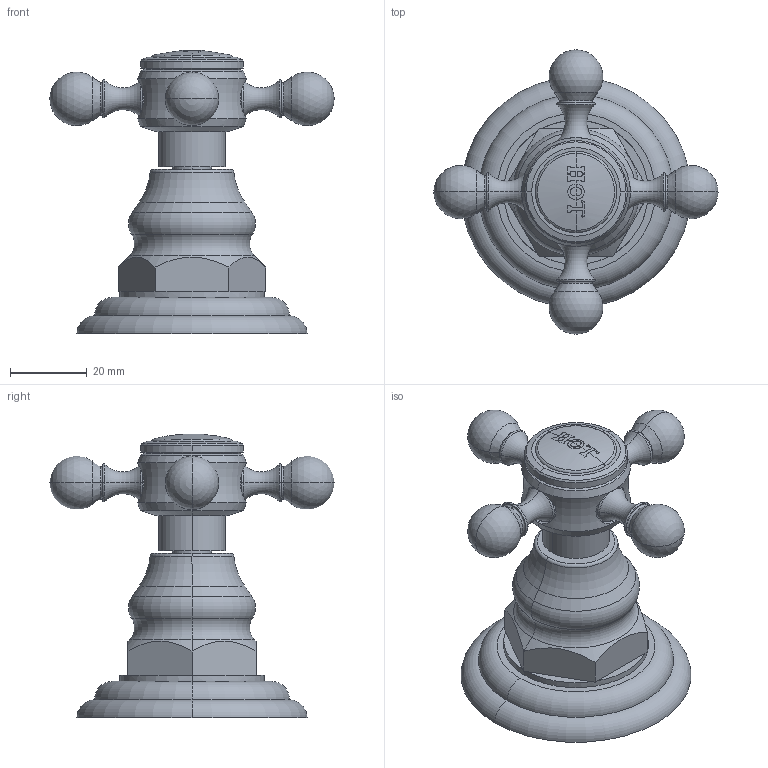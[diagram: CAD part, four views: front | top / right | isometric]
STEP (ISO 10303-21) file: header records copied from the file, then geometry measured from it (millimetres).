
FILE_DESCRIPTION((''),'2;1');
FILE_NAME('3-163H','2020-12-30T14:09:35',('jinson.thomas'),(''),'CREO PARAMETRIC BY PTC INC, 2018400','CREO PARAMETRIC BY PTC INC, 2018400','');
FILE_SCHEMA(('CONFIG_CONTROL_DESIGN'));
Length unit declared in the file: inch
Products named in the file (1): 3-163H
Bounding box: 74.04 x 74.04 x 73.96 mm (x, y, z)
Volume: 67664.6 mm3; surface area: 15918 mm2
Topology: 1 solids, 1 shells, 202 faces, 468 edges, 271 vertices
Faces by surface type: plane 64, torus 50, cylinder 42, cone 22, sphere 16, bspline 4, extrusion 4
Entity records: 6440 total; most frequent: CARTESIAN_POINT 1789, DIRECTION 1068, ORIENTED_EDGE 916, AXIS2_PLACEMENT_3D 470, EDGE_CURVE 458, CIRCLE 276, VERTEX_POINT 271, EDGE_LOOP 215
